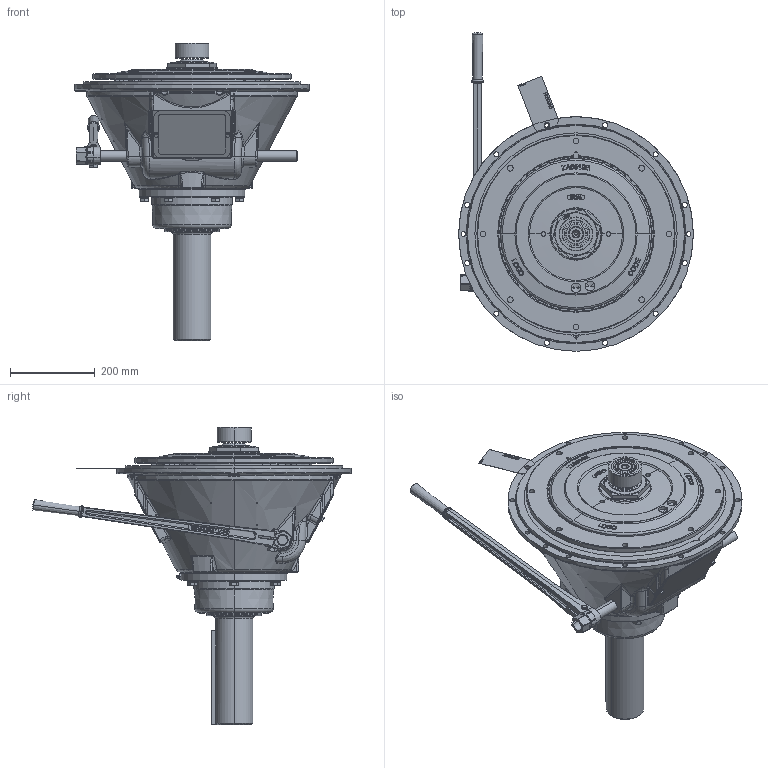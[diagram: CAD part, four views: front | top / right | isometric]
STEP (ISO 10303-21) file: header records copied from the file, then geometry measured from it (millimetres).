
FILE_DESCRIPTION (( 'STEP AP214' ), '1' );
FILE_NAME ('SP214P120.STEP', '2015-01-23T15:33:14', ( '' ), ( '' ), 'SwSTEP 2.0', 'SolidWorks 2010', '' );
FILE_SCHEMA (( 'AUTOMOTIVE_DESIGN' ));
Length unit declared in the file: millimetre
Products named in the file (1): SP214P120
Bounding box: 552.45 x 750.36 x 700.28 mm (x, y, z)
Surface area: 1539042.1 mm2 (no closed solid volume)
Topology: 0 solids, 98 shells, 1449 faces, 5141 edges, 3631 vertices
Faces by surface type: bspline 426, plane 396, cylinder 322, cone 139, torus 137, sphere 29
Entity records: 96980 total; most frequent: CARTESIAN_POINT 42145, ORIENTED_EDGE 7905, DIRECTION 7051, EDGE_CURVE 5105, VERTEX_POINT 3625, AXIS2_PLACEMENT_3D 2694, CIRCLE 1670, LINE 1663
